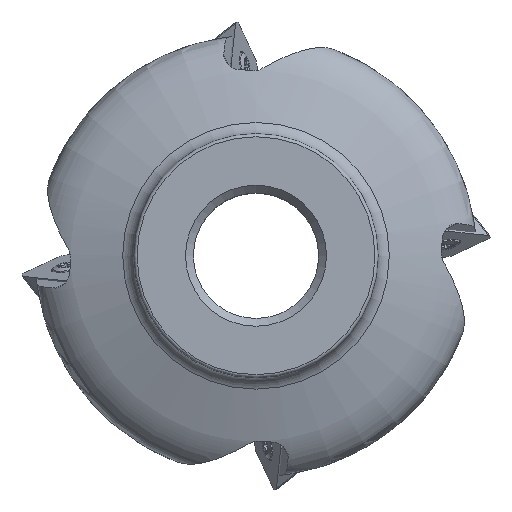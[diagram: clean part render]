
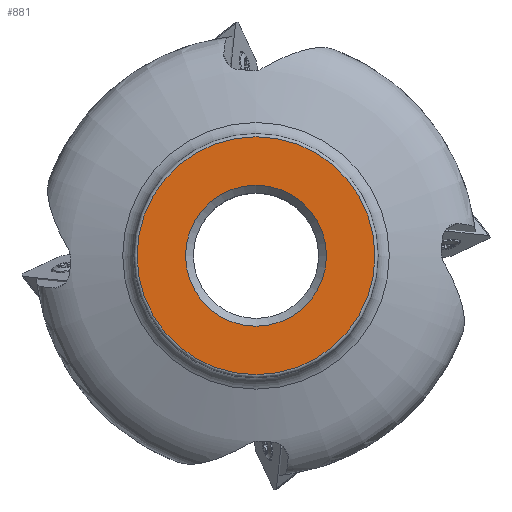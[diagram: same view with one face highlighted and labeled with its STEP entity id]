
A CAD part, top view. The second image highlights one B-rep face of the part: STEP entity #881.
In plain terms, the highlighted planar face has unit normal (0, 0, 1).
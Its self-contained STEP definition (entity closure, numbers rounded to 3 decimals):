
#270=FACE_BOUND('',#1379,.T.);
#271=FACE_BOUND('',#1380,.T.);
#396=PLANE('',#4558);
#881=ADVANCED_FACE('',(#270,#271),#396,.T.);
#1379=EDGE_LOOP('',(#2088));
#1380=EDGE_LOOP('',(#2089));
#1707=CIRCLE('',#4556,18.006);
#1708=CIRCLE('',#4557,30.393);
#2088=ORIENTED_EDGE('',*,*,#3715,.F.);
#2089=ORIENTED_EDGE('',*,*,#3716,.T.);
#3266=VERTEX_POINT('',#7159);
#3267=VERTEX_POINT('',#7161);
#3715=EDGE_CURVE('',#3266,#3266,#1707,.T.);
#3716=EDGE_CURVE('',#3267,#3267,#1708,.T.);
#4556=AXIS2_PLACEMENT_3D('',#7158,#5177,#5178);
#4557=AXIS2_PLACEMENT_3D('',#7160,#5179,#5180);
#4558=AXIS2_PLACEMENT_3D('',#7162,#5181,#5182);
#5177=DIRECTION('',(0.,0.,1.));
#5178=DIRECTION('',(0.,1.,0.));
#5179=DIRECTION('',(0.,0.,1.));
#5180=DIRECTION('',(0.,1.,0.));
#5181=DIRECTION('',(0.,0.,1.));
#5182=DIRECTION('',(0.,1.,0.));
#7158=CARTESIAN_POINT('',(0.,0.,0.));
#7159=CARTESIAN_POINT('',(0.,18.006,0.));
#7160=CARTESIAN_POINT('',(0.,0.,0.));
#7161=CARTESIAN_POINT('',(0.,30.393,0.));
#7162=CARTESIAN_POINT('',(0.,0.,0.));
